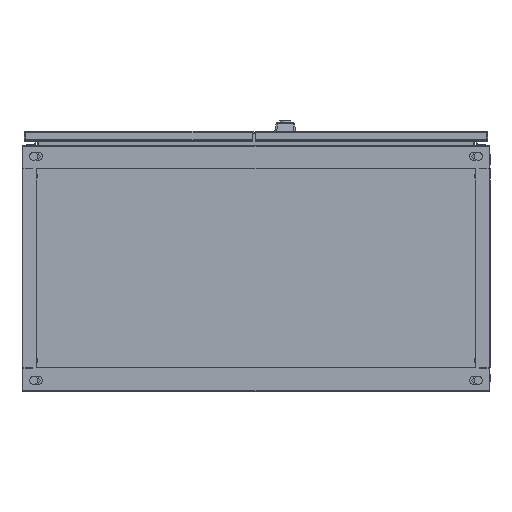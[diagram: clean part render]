
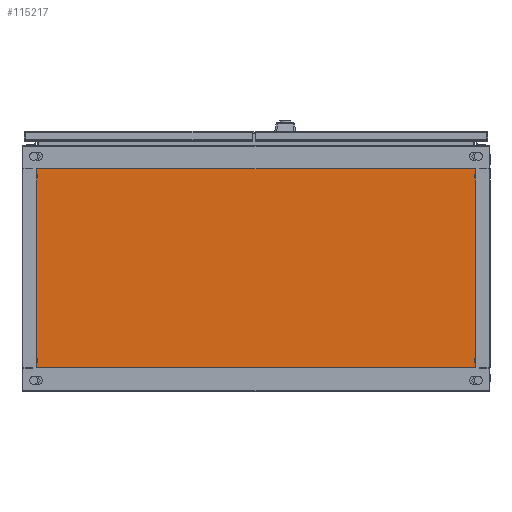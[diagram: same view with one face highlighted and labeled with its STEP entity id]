
A CAD part, front view. The second image highlights one B-rep face of the part: STEP entity #115217.
In plain terms, the highlighted planar face has unit normal (0, -1, 0).
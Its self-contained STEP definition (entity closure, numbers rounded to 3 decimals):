
#1448 = PLANE ( 'NONE',  #18740 ) ;
#12064 = DIRECTION ( 'NONE',  ( 0., 0., 1. ) ) ;
#13967 = VERTEX_POINT ( 'NONE', #136426 ) ;
#18740 = AXIS2_PLACEMENT_3D ( 'NONE', #23718, #47434, #12064 ) ;
#23718 = CARTESIAN_POINT ( 'NONE',  ( 0., 1999., 0. ) ) ;
#27878 = LINE ( 'NONE', #110902, #33281 ) ;
#29744 = CARTESIAN_POINT ( 'NONE',  ( -375., 1999., -170. ) ) ;
#31902 = LINE ( 'NONE', #65674, #53582 ) ;
#33281 = VECTOR ( 'NONE', #98798, 1000. ) ;
#40326 = VERTEX_POINT ( 'NONE', #29744 ) ;
#41740 = CARTESIAN_POINT ( 'NONE',  ( 375., 1999., -170. ) ) ;
#47010 = EDGE_CURVE ( 'NONE', #111245, #40326, #31902, .T. ) ;
#47056 = ORIENTED_EDGE ( 'NONE', *, *, #92323, .F. ) ;
#47434 = DIRECTION ( 'NONE',  ( 0., 1., 0. ) ) ;
#49297 = EDGE_LOOP ( 'NONE', ( #98381, #140872, #121223, #47056 ) ) ;
#53582 = VECTOR ( 'NONE', #99964, 1000. ) ;
#57372 = LINE ( 'NONE', #72475, #77227 ) ;
#65674 = CARTESIAN_POINT ( 'NONE',  ( -375., 1999., -170. ) ) ;
#67405 = FACE_OUTER_BOUND ( 'NONE', #49297, .T. ) ;
#72475 = CARTESIAN_POINT ( 'NONE',  ( -375., 1999., -170. ) ) ;
#73490 = DIRECTION ( 'NONE',  ( 0., 0., 1. ) ) ;
#77227 = VECTOR ( 'NONE', #73490, 1000. ) ;
#92323 = EDGE_CURVE ( 'NONE', #13967, #139643, #27878, .T. ) ;
#98381 = ORIENTED_EDGE ( 'NONE', *, *, #101280, .F. ) ;
#98798 = DIRECTION ( 'NONE',  ( 1., 0., 0. ) ) ;
#99513 = EDGE_CURVE ( 'NONE', #139643, #111245, #99616, .T. ) ;
#99616 = LINE ( 'NONE', #102002, #128533 ) ;
#99964 = DIRECTION ( 'NONE',  ( -1., 0., 0. ) ) ;
#101280 = EDGE_CURVE ( 'NONE', #40326, #13967, #57372, .T. ) ;
#101602 = CARTESIAN_POINT ( 'NONE',  ( 375., 1999., 170. ) ) ;
#102002 = CARTESIAN_POINT ( 'NONE',  ( 375., 1999., -170. ) ) ;
#110902 = CARTESIAN_POINT ( 'NONE',  ( -375., 1999., 170. ) ) ;
#111245 = VERTEX_POINT ( 'NONE', #41740 ) ;
#114637 = DIRECTION ( 'NONE',  ( 0., 0., -1. ) ) ;
#115217 = ADVANCED_FACE ( 'NONE', ( #67405 ), #1448, .F. ) ;
#121223 = ORIENTED_EDGE ( 'NONE', *, *, #99513, .F. ) ;
#128533 = VECTOR ( 'NONE', #114637, 1000. ) ;
#136426 = CARTESIAN_POINT ( 'NONE',  ( -375., 1999., 170. ) ) ;
#139643 = VERTEX_POINT ( 'NONE', #101602 ) ;
#140872 = ORIENTED_EDGE ( 'NONE', *, *, #47010, .F. ) ;
